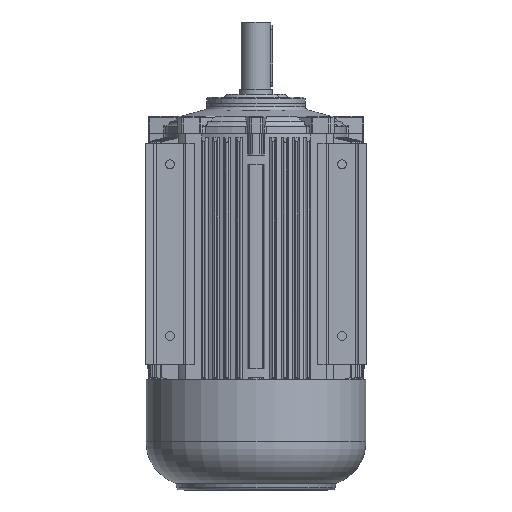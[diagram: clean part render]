
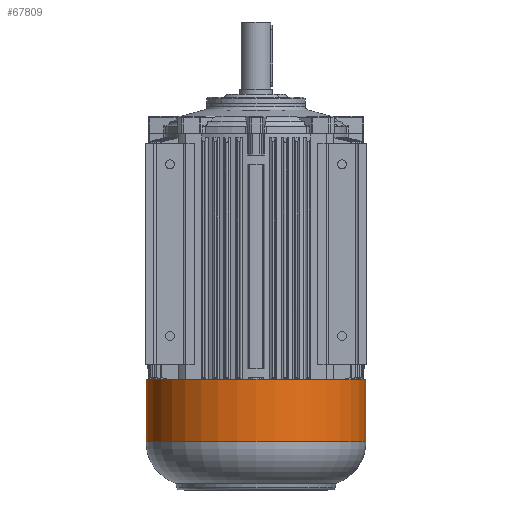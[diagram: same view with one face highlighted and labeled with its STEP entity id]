
A CAD part, front view. The second image highlights one B-rep face of the part: STEP entity #67809.
In plain terms, the highlighted cylindrical face has radius 178.5 mm (diameter 357 mm), a partial arc.
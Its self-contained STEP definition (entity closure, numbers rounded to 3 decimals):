
#9809 = DIRECTION ( 'NONE',  ( 1., 0., 0. ) ) ;
#9819 = VERTEX_POINT ( 'NONE', #20941 ) ;
#13964 = DIRECTION ( 'NONE',  ( 0., 0., 1. ) ) ;
#14555 = ORIENTED_EDGE ( 'NONE', *, *, #70137, .F. ) ;
#15133 = DIRECTION ( 'NONE',  ( 0., 0., 1. ) ) ;
#15394 = DIRECTION ( 'NONE',  ( 1., 0., 0. ) ) ;
#16548 = DIRECTION ( 'NONE',  ( 1., 0., 0. ) ) ;
#19026 = LINE ( 'NONE', #56506, #77939 ) ;
#20941 = CARTESIAN_POINT ( 'NONE',  ( 365.828, 174.582, 191.823 ) ) ;
#21108 = CIRCLE ( 'NONE', #77517, 178.5 ) ;
#22221 = CYLINDRICAL_SURFACE ( 'NONE', #61965, 178.5 ) ;
#25054 = DIRECTION ( 'NONE',  ( 0., 0., 1. ) ) ;
#25686 = EDGE_CURVE ( 'NONE', #27668, #35969, #21108, .T. ) ;
#25883 = CARTESIAN_POINT ( 'NONE',  ( 8.828, 174.582, 89.823 ) ) ;
#27322 = ORIENTED_EDGE ( 'NONE', *, *, #25686, .T. ) ;
#27668 = VERTEX_POINT ( 'NONE', #25883 ) ;
#31708 = CARTESIAN_POINT ( 'NONE',  ( 187.328, 174.582, 191.823 ) ) ;
#35969 = VERTEX_POINT ( 'NONE', #73009 ) ;
#39709 = VECTOR ( 'NONE', #25054, 1000. ) ;
#43813 = EDGE_CURVE ( 'NONE', #78467, #9819, #72729, .T. ) ;
#44456 = CARTESIAN_POINT ( 'NONE',  ( 365.828, 174.582, 253.552 ) ) ;
#46791 = DIRECTION ( 'NONE',  ( 0., 0., 1. ) ) ;
#47342 = LINE ( 'NONE', #44456, #39709 ) ;
#54006 = CARTESIAN_POINT ( 'NONE',  ( 8.828, 174.582, 191.823 ) ) ;
#56506 = CARTESIAN_POINT ( 'NONE',  ( 8.828, 174.582, 253.552 ) ) ;
#57411 = FACE_OUTER_BOUND ( 'NONE', #66004, .T. ) ;
#61965 = AXIS2_PLACEMENT_3D ( 'NONE', #64290, #46791, #9809 ) ;
#63921 = ORIENTED_EDGE ( 'NONE', *, *, #75589, .T. ) ;
#64290 = CARTESIAN_POINT ( 'NONE',  ( 187.328, 174.582, 253.552 ) ) ;
#64708 = AXIS2_PLACEMENT_3D ( 'NONE', #31708, #15133, #15394 ) ;
#66004 = EDGE_LOOP ( 'NONE', ( #14555, #27322, #63921, #71752 ) ) ;
#67809 = ADVANCED_FACE ( 'NONE', ( #57411 ), #22221, .T. ) ;
#70137 = EDGE_CURVE ( 'NONE', #27668, #78467, #19026, .T. ) ;
#71302 = DIRECTION ( 'NONE',  ( 0., 0., 1. ) ) ;
#71752 = ORIENTED_EDGE ( 'NONE', *, *, #43813, .F. ) ;
#72729 = CIRCLE ( 'NONE', #64708, 178.5 ) ;
#73009 = CARTESIAN_POINT ( 'NONE',  ( 365.828, 174.582, 89.823 ) ) ;
#75589 = EDGE_CURVE ( 'NONE', #35969, #9819, #47342, .T. ) ;
#77517 = AXIS2_PLACEMENT_3D ( 'NONE', #77895, #71302, #16548 ) ;
#77895 = CARTESIAN_POINT ( 'NONE',  ( 187.328, 174.582, 89.823 ) ) ;
#77939 = VECTOR ( 'NONE', #13964, 1000. ) ;
#78467 = VERTEX_POINT ( 'NONE', #54006 ) ;
